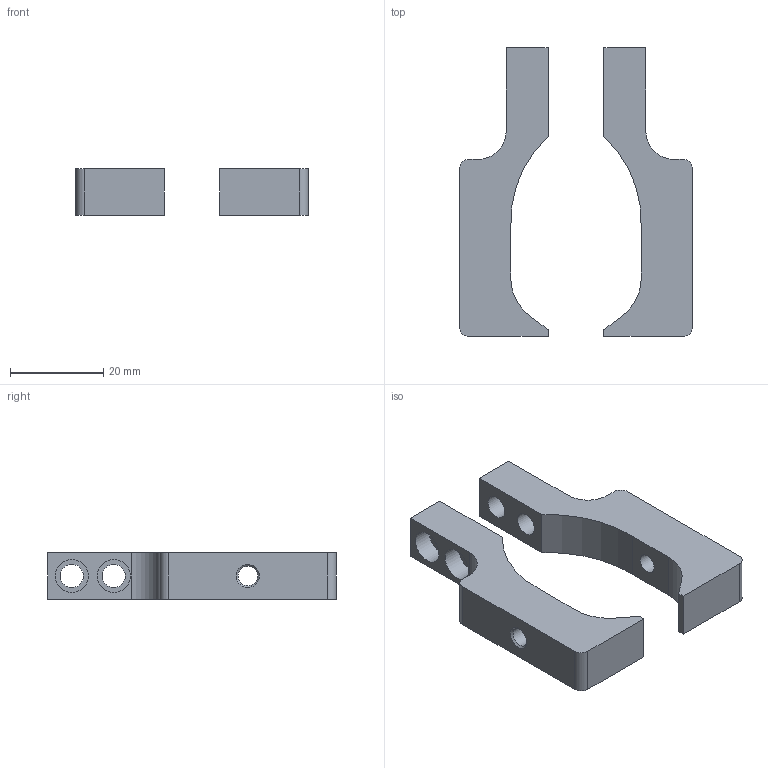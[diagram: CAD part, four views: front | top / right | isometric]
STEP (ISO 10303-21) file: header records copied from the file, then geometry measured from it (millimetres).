
FILE_DESCRIPTION(/* description */ (''),/* implementation_level */ '2;1');
FILE_NAME(/* name */ '31sheji2.prt.stp',/* time_stamp */ '2019-05-31T10:25:01+08:00',/* author */ (''),/* organization */ (''),/* preprocessor_version */ 'ST-DEVELOPER v16',/* originating_system */ 'SIEMENS PLM Software NX 10.0',/* authorisation */ '');
FILE_SCHEMA (('CONFIG_CONTROL_DESIGN'));
Length unit declared in the file: millimetre
Products named in the file (1): 31sheji2
Bounding box: 50 x 62 x 10 mm (x, y, z)
Volume: 12353.6 mm3; surface area: 6752.8 mm2
Topology: 2 solids, 2 shells, 48 faces, 126 edges, 86 vertices
Faces by surface type: plane 26, cylinder 20, cone 2
Full cylindrical faces by diameter (mm): 4.2 x2, 5 x4, 7.1 x4
Entity records: 1474 total; most frequent: DIRECTION 246, CARTESIAN_POINT 233, ORIENTED_EDGE 212, EDGE_CURVE 106, AXIS2_PLACEMENT_3D 91, VERTEX_POINT 78, EDGE_LOOP 76, LINE 64
